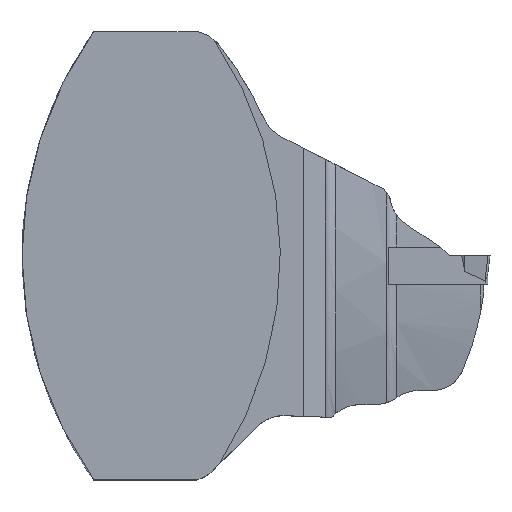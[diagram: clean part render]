
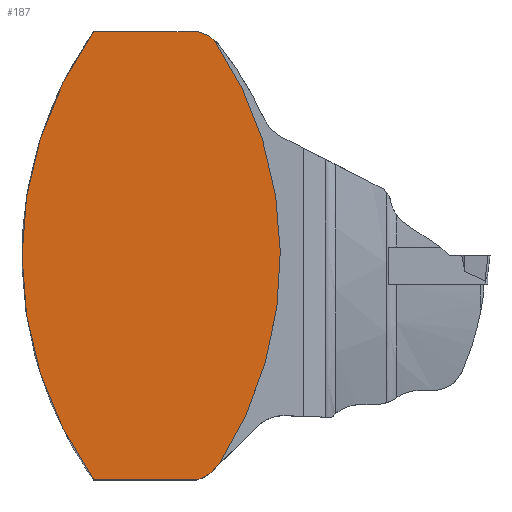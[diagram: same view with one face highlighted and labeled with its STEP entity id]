
A CAD part, top view. The second image highlights one B-rep face of the part: STEP entity #187.
In plain terms, the highlighted planar face has unit normal (0, 0, 1).
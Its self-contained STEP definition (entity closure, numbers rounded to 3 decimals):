
#128=PLANE('',#1624);
#187=ADVANCED_FACE('',(#282),#128,.T.);
#282=FACE_OUTER_BOUND('',#356,.T.);
#356=EDGE_LOOP('',(#906,#907,#908,#909,#910,#911,#912));
#407=LINE('',#2313,#513);
#410=LINE('',#2324,#516);
#418=LINE('',#2348,#524);
#513=VECTOR('',#1737,1.);
#516=VECTOR('',#1748,1.);
#524=VECTOR('',#1774,1.);
#619=CIRCLE('',#1583,60.25);
#621=CIRCLE('',#1587,60.25);
#625=CIRCLE('',#1593,6.1);
#626=CIRCLE('',#1596,6.5);
#906=ORIENTED_EDGE('',*,*,#1334,.F.);
#907=ORIENTED_EDGE('',*,*,#1352,.F.);
#908=ORIENTED_EDGE('',*,*,#1337,.F.);
#909=ORIENTED_EDGE('',*,*,#1341,.F.);
#910=ORIENTED_EDGE('',*,*,#1332,.T.);
#911=ORIENTED_EDGE('',*,*,#1347,.T.);
#912=ORIENTED_EDGE('',*,*,#1351,.T.);
#1182=VERTEX_POINT('',#2307);
#1185=VERTEX_POINT('',#2312);
#1187=VERTEX_POINT('',#2317);
#1188=VERTEX_POINT('',#2319);
#1190=VERTEX_POINT('',#2325);
#1191=VERTEX_POINT('',#2326);
#1195=VERTEX_POINT('',#2341);
#1332=EDGE_CURVE('',#1182,#1185,#407,.T.);
#1334=EDGE_CURVE('',#1187,#1188,#619,.T.);
#1337=EDGE_CURVE('',#1190,#1191,#410,.T.);
#1341=EDGE_CURVE('',#1182,#1190,#621,.T.);
#1347=EDGE_CURVE('',#1185,#1195,#625,.T.);
#1351=EDGE_CURVE('',#1195,#1188,#418,.T.);
#1352=EDGE_CURVE('',#1191,#1187,#626,.T.);
#1583=AXIS2_PLACEMENT_3D('',#2318,#1741,#1742);
#1587=AXIS2_PLACEMENT_3D('',#2333,#1754,#1755);
#1593=AXIS2_PLACEMENT_3D('',#2342,#1767,#1768);
#1596=AXIS2_PLACEMENT_3D('',#2350,#1777,#1778);
#1624=AXIS2_PLACEMENT_3D('',#2458,#1854,#1855);
#1737=DIRECTION('',(1.,0.,0.));
#1741=DIRECTION('',(0.,0.,-1.));
#1742=DIRECTION('',(1.,0.,0.));
#1748=DIRECTION('',(1.,0.,0.));
#1754=DIRECTION('',(0.,0.,-1.));
#1755=DIRECTION('',(1.,0.,0.));
#1767=DIRECTION('',(0.,0.,1.));
#1768=DIRECTION('',(1.,0.,0.));
#1774=DIRECTION('',(0.703,0.711,0.));
#1777=DIRECTION('',(0.,0.,-1.));
#1778=DIRECTION('',(1.,0.,0.));
#1854=DIRECTION('',(0.,0.,1.));
#1855=DIRECTION('',(1.,0.,0.));
#2307=CARTESIAN_POINT('',(-8.891,-35.,0.));
#2312=CARTESIAN_POINT('',(7.228,-35.,0.));
#2313=CARTESIAN_POINT('',(-20.25,-35.,0.));
#2317=CARTESIAN_POINT('',(9.932,33.718,0.));
#2318=CARTESIAN_POINT('',(-40.,0.,0.));
#2319=CARTESIAN_POINT('',(10.67,-32.597,0.));
#2324=CARTESIAN_POINT('',(-20.25,35.,0.));
#2325=CARTESIAN_POINT('',(-8.891,35.,0.));
#2326=CARTESIAN_POINT('',(7.4,35.,0.));
#2333=CARTESIAN_POINT('',(40.15,0.,0.));
#2341=CARTESIAN_POINT('',(9.837,-33.44,0.));
#2342=CARTESIAN_POINT('',(5.5,-29.15,0.));
#2348=CARTESIAN_POINT('',(9.837,-33.44,0.));
#2350=CARTESIAN_POINT('',(5.8,28.7,0.));
#2458=CARTESIAN_POINT('',(0.,0.,0.));
